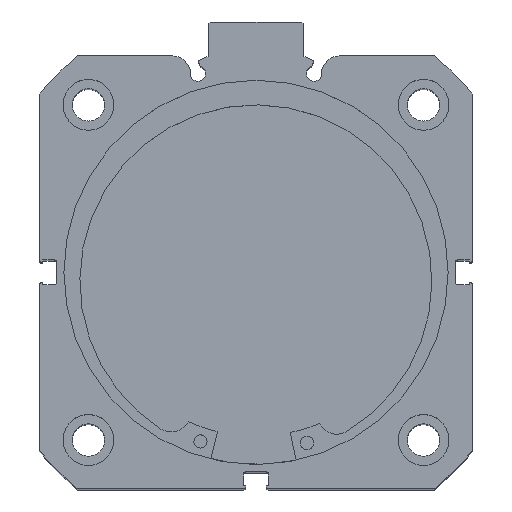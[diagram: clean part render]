
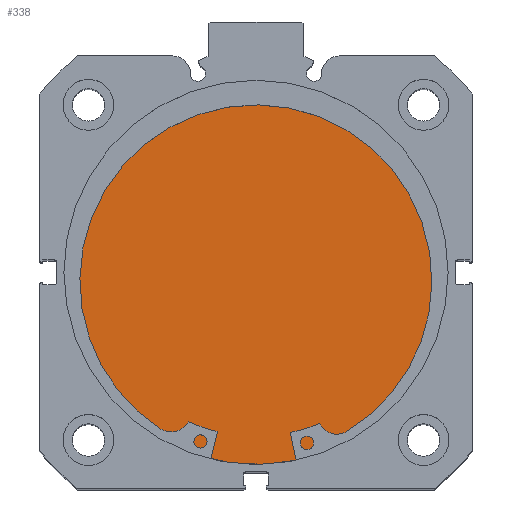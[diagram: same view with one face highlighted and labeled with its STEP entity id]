
A CAD part, top view. The second image highlights one B-rep face of the part: STEP entity #338.
In plain terms, the highlighted face is planar.
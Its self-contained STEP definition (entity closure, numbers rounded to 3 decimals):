
#338 = ADVANCED_FACE ( 'NONE', ( #685 ), #6592, .F. ) ;
#630 = ORIENTED_EDGE ( 'NONE', *, *, #2856, .F. ) ;
#631 = ORIENTED_EDGE ( 'NONE', *, *, #3124, .F. ) ;
#685 = FACE_OUTER_BOUND ( 'NONE', #6059, .T. ) ;
#2856 = EDGE_CURVE ( 'NONE', #6452, #6456, #4975, .T. ) ;
#3124 = EDGE_CURVE ( 'NONE', #6456, #6452, #5187, .T. ) ;
#3207 = AXIS2_PLACEMENT_3D ( 'NONE', #6511, #6582, #6581 ) ;
#3578 = AXIS2_PLACEMENT_3D ( 'NONE', #4363, #4387, #4388 ) ;
#3626 = AXIS2_PLACEMENT_3D ( 'NONE', #4763, #4772, #4773 ) ;
#4363 = CARTESIAN_POINT ( 'NONE',  ( 13., 0., 0. ) ) ;
#4387 = DIRECTION ( 'NONE',  ( -1., 0., 0. ) ) ;
#4388 = DIRECTION ( 'NONE',  ( 0., 0., 1. ) ) ;
#4763 = CARTESIAN_POINT ( 'NONE',  ( 13., 0., 0. ) ) ;
#4772 = DIRECTION ( 'NONE',  ( -1., 0., 0. ) ) ;
#4773 = DIRECTION ( 'NONE',  ( 0., 0., 1. ) ) ;
#4975 = CIRCLE ( 'NONE', #3578, 51. ) ;
#5187 = CIRCLE ( 'NONE', #3626, 51. ) ;
#5447 = CARTESIAN_POINT ( 'NONE',  ( 13., 0., -51. ) ) ;
#5451 = CARTESIAN_POINT ( 'NONE',  ( 13., 0., 51. ) ) ;
#6059 = EDGE_LOOP ( 'NONE', ( #631, #630 ) ) ;
#6452 = VERTEX_POINT ( 'NONE', #5447 ) ;
#6456 = VERTEX_POINT ( 'NONE', #5451 ) ;
#6511 = CARTESIAN_POINT ( 'NONE',  ( 13., 51., 0. ) ) ;
#6581 = DIRECTION ( 'NONE',  ( 0., 0., 1. ) ) ;
#6582 = DIRECTION ( 'NONE',  ( -1., 0., 0. ) ) ;
#6592 = PLANE ( 'NONE',  #3207 ) ;
